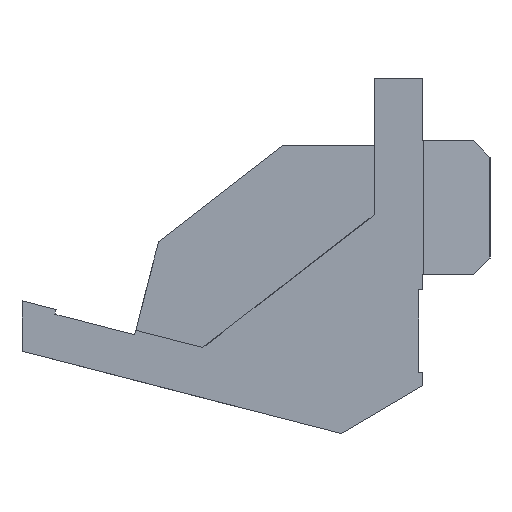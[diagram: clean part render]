
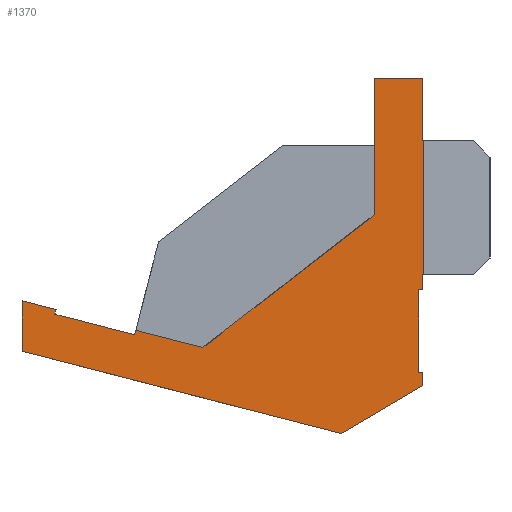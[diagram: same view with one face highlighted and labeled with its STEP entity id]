
A CAD part, left-side view. The second image highlights one B-rep face of the part: STEP entity #1370.
In plain terms, the highlighted planar face has unit normal (-1, 0, 0).
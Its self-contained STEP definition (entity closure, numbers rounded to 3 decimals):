
#98=FACE_OUTER_BOUND('',#174,.T.);
#174=EDGE_LOOP('',(#1167,#1168,#1169,#1170,#1171,#1172,#1173,#1174,#1175,
#1176,#1177,#1178,#1179,#1180,#1181,#1182,#1183,#1184,#1185,#1186));
#285=LINE('',#2020,#465);
#288=LINE('',#2026,#468);
#292=LINE('',#2034,#472);
#302=LINE('',#2056,#482);
#308=LINE('',#2068,#488);
#315=LINE('',#2082,#495);
#318=LINE('',#2088,#498);
#321=LINE('',#2094,#501);
#324=LINE('',#2100,#504);
#327=LINE('',#2106,#507);
#332=LINE('',#2116,#512);
#337=LINE('',#2126,#517);
#341=LINE('',#2134,#521);
#346=LINE('',#2143,#526);
#349=LINE('',#2148,#529);
#351=LINE('',#2151,#531);
#353=LINE('',#2154,#533);
#355=LINE('',#2157,#535);
#356=LINE('',#2160,#536);
#357=LINE('',#2161,#537);
#465=VECTOR('',#1649,1000.);
#468=VECTOR('',#1654,1000.);
#472=VECTOR('',#1660,1000.);
#482=VECTOR('',#1676,1000.);
#488=VECTOR('',#1684,1000.);
#495=VECTOR('',#1695,1000.);
#498=VECTOR('',#1700,1000.);
#501=VECTOR('',#1705,1000.);
#504=VECTOR('',#1710,1000.);
#507=VECTOR('',#1715,1000.);
#512=VECTOR('',#1722,1000.);
#517=VECTOR('',#1729,1000.);
#521=VECTOR('',#1735,1000.);
#526=VECTOR('',#1742,1000.);
#529=VECTOR('',#1747,1000.);
#531=VECTOR('',#1751,1000.);
#533=VECTOR('',#1755,1000.);
#535=VECTOR('',#1759,1000.);
#536=VECTOR('',#1762,1000.);
#537=VECTOR('',#1763,1000.);
#619=VERTEX_POINT('',#2016);
#621=VERTEX_POINT('',#2019);
#623=VERTEX_POINT('',#2025);
#625=VERTEX_POINT('',#2031);
#633=VERTEX_POINT('',#2052);
#635=VERTEX_POINT('',#2055);
#639=VERTEX_POINT('',#2065);
#640=VERTEX_POINT('',#2067);
#644=VERTEX_POINT('',#2079);
#645=VERTEX_POINT('',#2081);
#647=VERTEX_POINT('',#2087);
#649=VERTEX_POINT('',#2093);
#651=VERTEX_POINT('',#2099);
#653=VERTEX_POINT('',#2105);
#656=VERTEX_POINT('',#2113);
#657=VERTEX_POINT('',#2115);
#661=VERTEX_POINT('',#2125);
#664=VERTEX_POINT('',#2132);
#667=VERTEX_POINT('',#2142);
#669=VERTEX_POINT('',#2159);
#781=EDGE_CURVE('',#621,#619,#285,.T.);
#784=EDGE_CURVE('',#621,#623,#288,.T.);
#788=EDGE_CURVE('',#619,#625,#292,.T.);
#798=EDGE_CURVE('',#635,#633,#302,.T.);
#804=EDGE_CURVE('',#639,#640,#308,.T.);
#811=EDGE_CURVE('',#645,#644,#315,.T.);
#814=EDGE_CURVE('',#647,#645,#318,.T.);
#817=EDGE_CURVE('',#649,#647,#321,.T.);
#820=EDGE_CURVE('',#651,#649,#324,.T.);
#823=EDGE_CURVE('',#653,#651,#327,.T.);
#828=EDGE_CURVE('',#657,#656,#332,.T.);
#833=EDGE_CURVE('',#661,#657,#337,.T.);
#837=EDGE_CURVE('',#644,#664,#341,.T.);
#842=EDGE_CURVE('',#667,#653,#346,.T.);
#845=EDGE_CURVE('',#633,#661,#349,.T.);
#847=EDGE_CURVE('',#664,#623,#351,.T.);
#849=EDGE_CURVE('',#625,#640,#353,.T.);
#851=EDGE_CURVE('',#635,#639,#355,.T.);
#852=EDGE_CURVE('',#669,#656,#356,.T.);
#853=EDGE_CURVE('',#667,#669,#357,.T.);
#1167=ORIENTED_EDGE('',*,*,#788,.T.);
#1168=ORIENTED_EDGE('',*,*,#849,.T.);
#1169=ORIENTED_EDGE('',*,*,#804,.F.);
#1170=ORIENTED_EDGE('',*,*,#851,.F.);
#1171=ORIENTED_EDGE('',*,*,#798,.T.);
#1172=ORIENTED_EDGE('',*,*,#845,.T.);
#1173=ORIENTED_EDGE('',*,*,#833,.T.);
#1174=ORIENTED_EDGE('',*,*,#828,.T.);
#1175=ORIENTED_EDGE('',*,*,#852,.F.);
#1176=ORIENTED_EDGE('',*,*,#853,.F.);
#1177=ORIENTED_EDGE('',*,*,#842,.T.);
#1178=ORIENTED_EDGE('',*,*,#823,.T.);
#1179=ORIENTED_EDGE('',*,*,#820,.T.);
#1180=ORIENTED_EDGE('',*,*,#817,.T.);
#1181=ORIENTED_EDGE('',*,*,#814,.T.);
#1182=ORIENTED_EDGE('',*,*,#811,.T.);
#1183=ORIENTED_EDGE('',*,*,#837,.T.);
#1184=ORIENTED_EDGE('',*,*,#847,.T.);
#1185=ORIENTED_EDGE('',*,*,#784,.F.);
#1186=ORIENTED_EDGE('',*,*,#781,.T.);
#1304=PLANE('',#1448);
#1370=ADVANCED_FACE('',(#98),#1304,.F.);
#1448=AXIS2_PLACEMENT_3D('',#2158,#1760,#1761);
#1649=DIRECTION('',(0.,0.,1.));
#1654=DIRECTION('',(0.,-1.,0.));
#1660=DIRECTION('',(0.,-1.,0.));
#1676=DIRECTION('',(0.,1.,0.));
#1684=DIRECTION('',(0.,1.,0.));
#1695=DIRECTION('',(0.,-0.968,-0.25));
#1700=DIRECTION('',(0.,0.,-1.));
#1705=DIRECTION('',(0.,0.968,0.25));
#1710=DIRECTION('',(0.,-0.25,0.968));
#1715=DIRECTION('',(0.,0.968,0.25));
#1722=DIRECTION('',(0.,0.,-1.));
#1729=DIRECTION('',(0.,1.,0.));
#1735=DIRECTION('',(0.,-0.861,0.508));
#1742=DIRECTION('',(0.,0.25,-0.968));
#1747=DIRECTION('',(0.,0.,1.));
#1751=DIRECTION('',(0.,0.,1.));
#1755=DIRECTION('',(0.,0.,1.));
#1759=DIRECTION('',(0.,0.,-1.));
#1760=DIRECTION('center_axis',(1.,0.,0.));
#1761=DIRECTION('ref_axis',(0.,1.,0.));
#1762=DIRECTION('',(0.,-0.79,0.613));
#1763=DIRECTION('',(0.,-0.968,-0.25));
#2016=CARTESIAN_POINT('',(-133.911,490.35,-537.869));
#2019=CARTESIAN_POINT('',(-133.911,490.35,-542.769));
#2020=CARTESIAN_POINT('',(-133.911,490.35,-537.869));
#2025=CARTESIAN_POINT('',(-133.911,490.1,-542.769));
#2026=CARTESIAN_POINT('',(-133.911,490.35,-542.769));
#2031=CARTESIAN_POINT('',(-133.911,490.1,-537.869));
#2034=CARTESIAN_POINT('',(-133.911,490.35,-537.869));
#2052=CARTESIAN_POINT('',(-133.911,490.1,-528.969));
#2055=CARTESIAN_POINT('',(-133.911,490.08,-528.969));
#2056=CARTESIAN_POINT('',(-133.911,487.1,-528.969));
#2065=CARTESIAN_POINT('',(-133.911,490.08,-536.969));
#2067=CARTESIAN_POINT('',(-133.911,490.1,-536.969));
#2068=CARTESIAN_POINT('',(-133.911,487.1,-536.969));
#2079=CARTESIAN_POINT('',(-133.911,494.942,-546.427));
#2081=CARTESIAN_POINT('',(-133.911,513.973,-541.522));
#2082=CARTESIAN_POINT('',(-133.911,502.275,-544.537));
#2087=CARTESIAN_POINT('',(-133.911,513.973,-538.522));
#2088=CARTESIAN_POINT('',(-133.911,513.973,-535.85));
#2093=CARTESIAN_POINT('',(-133.911,511.94,-539.046));
#2094=CARTESIAN_POINT('',(-133.911,501.55,-541.724));
#2099=CARTESIAN_POINT('',(-133.911,512.01,-539.318));
#2100=CARTESIAN_POINT('',(-133.911,510.426,-533.172));
#2105=CARTESIAN_POINT('',(-133.911,507.265,-540.54));
#2106=CARTESIAN_POINT('',(-133.911,501.62,-541.995));
#2113=CARTESIAN_POINT('',(-133.911,493.005,-533.403));
#2115=CARTESIAN_POINT('',(-133.911,493.005,-525.272));
#2116=CARTESIAN_POINT('',(-133.911,493.005,-535.85));
#2125=CARTESIAN_POINT('',(-133.911,490.1,-525.272));
#2126=CARTESIAN_POINT('',(-133.911,500.037,-525.272));
#2132=CARTESIAN_POINT('',(-133.911,490.1,-543.569));
#2134=CARTESIAN_POINT('',(-133.911,494.091,-545.924));
#2142=CARTESIAN_POINT('',(-133.911,507.195,-540.269));
#2143=CARTESIAN_POINT('',(-133.911,505.681,-534.395));
#2148=CARTESIAN_POINT('',(-133.911,490.1,-535.85));
#2151=CARTESIAN_POINT('',(-133.911,490.1,-535.85));
#2154=CARTESIAN_POINT('',(-133.911,490.1,-535.85));
#2157=CARTESIAN_POINT('',(-133.911,490.08,-535.85));
#2158=CARTESIAN_POINT('Origin',(-133.911,500.037,-535.85));
#2159=CARTESIAN_POINT('',(-133.911,503.195,-541.3));
#2160=CARTESIAN_POINT('',(-133.911,498.583,-537.726));
#2161=CARTESIAN_POINT('',(-133.911,501.55,-541.724));
